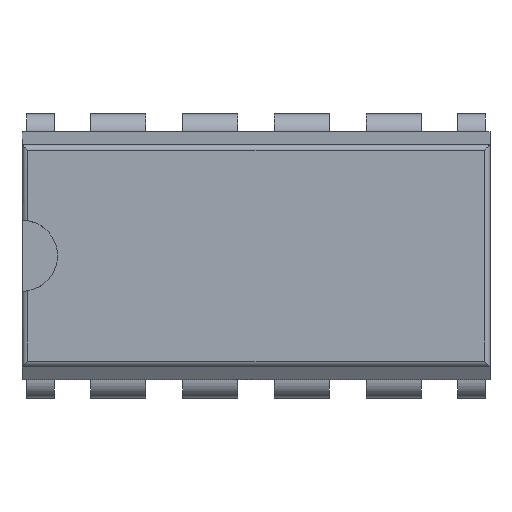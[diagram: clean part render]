
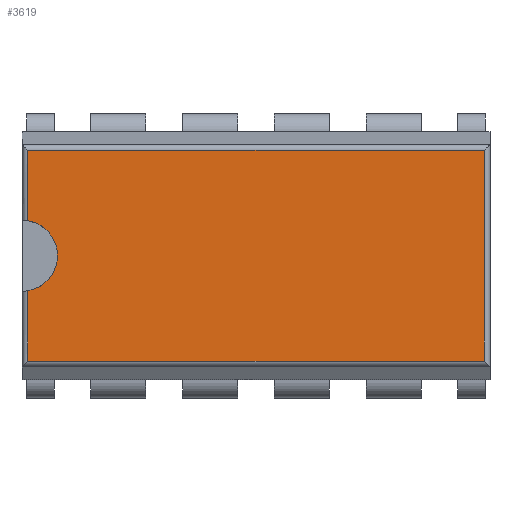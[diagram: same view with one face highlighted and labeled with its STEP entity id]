
A CAD part, top view. The second image highlights one B-rep face of the part: STEP entity #3619.
In plain terms, the highlighted planar face has unit normal (0, 0, 1).
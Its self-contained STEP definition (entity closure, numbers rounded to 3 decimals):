
#209=PLANE('',#3903);
#394=FACE_OUTER_BOUND('',#579,.T.);
#579=EDGE_LOOP('',(#3392,#3393,#3394,#3395,#3396,#3397));
#1010=LINE('',#5866,#1455);
#1011=LINE('',#5872,#1456);
#1013=LINE('',#5878,#1458);
#1015=LINE('',#5888,#1460);
#1017=LINE('',#5894,#1462);
#1455=VECTOR('',#4799,10.);
#1456=VECTOR('',#4806,10.);
#1458=VECTOR('',#4812,10.);
#1460=VECTOR('',#4822,10.);
#1462=VECTOR('',#4828,10.);
#1520=CIRCLE('',#3899,0.984);
#1848=VERTEX_POINT('',#5854);
#1849=VERTEX_POINT('',#5865);
#1851=VERTEX_POINT('',#5871);
#1853=VERTEX_POINT('',#5877);
#1857=VERTEX_POINT('',#5887);
#1859=VERTEX_POINT('',#5893);
#2349=EDGE_CURVE('',#1848,#1849,#1010,.T.);
#2352=EDGE_CURVE('',#1849,#1851,#1011,.T.);
#2355=EDGE_CURVE('',#1851,#1853,#1013,.T.);
#2360=EDGE_CURVE('',#1853,#1857,#1015,.T.);
#2363=EDGE_CURVE('',#1857,#1859,#1017,.T.);
#2374=EDGE_CURVE('',#1848,#1859,#1520,.T.);
#3392=ORIENTED_EDGE('',*,*,#2349,.F.);
#3393=ORIENTED_EDGE('',*,*,#2374,.T.);
#3394=ORIENTED_EDGE('',*,*,#2363,.F.);
#3395=ORIENTED_EDGE('',*,*,#2360,.F.);
#3396=ORIENTED_EDGE('',*,*,#2355,.F.);
#3397=ORIENTED_EDGE('',*,*,#2352,.F.);
#3619=ADVANCED_FACE('',(#394),#209,.T.);
#3899=AXIS2_PLACEMENT_3D('',#5921,#4848,#4849);
#3903=AXIS2_PLACEMENT_3D('',#5926,#4857,#4858);
#4799=DIRECTION('',(0.,1.,0.));
#4806=DIRECTION('',(1.,0.,0.));
#4812=DIRECTION('',(0.,-1.,0.));
#4822=DIRECTION('',(-1.,0.,0.));
#4828=DIRECTION('',(0.,1.,0.));
#4848=DIRECTION('center_axis',(0.,0.,-1.));
#4849=DIRECTION('ref_axis',(-1.,0.,0.));
#4857=DIRECTION('center_axis',(0.,0.,1.));
#4858=DIRECTION('ref_axis',(1.,0.,0.));
#5854=CARTESIAN_POINT('',(-6.32,0.972,3.883));
#5865=CARTESIAN_POINT('',(-6.32,2.916,3.883));
#5866=CARTESIAN_POINT('',(-6.32,1.715,3.883));
#5871=CARTESIAN_POINT('',(6.32,2.916,3.883));
#5872=CARTESIAN_POINT('',(-3.239,2.916,3.883));
#5877=CARTESIAN_POINT('',(6.32,-2.916,3.883));
#5878=CARTESIAN_POINT('',(6.32,-1.715,3.883));
#5887=CARTESIAN_POINT('',(-6.32,-2.916,3.883));
#5888=CARTESIAN_POINT('',(-3.239,-2.916,3.883));
#5893=CARTESIAN_POINT('',(-6.32,-0.972,3.883));
#5894=CARTESIAN_POINT('',(-6.32,1.715,3.883));
#5921=CARTESIAN_POINT('Origin',(-6.477,0.,3.883));
#5926=CARTESIAN_POINT('Origin',(0.,0.,
3.883));
